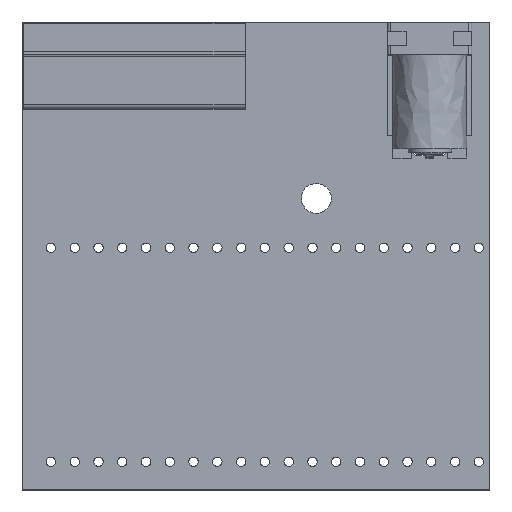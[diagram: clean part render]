
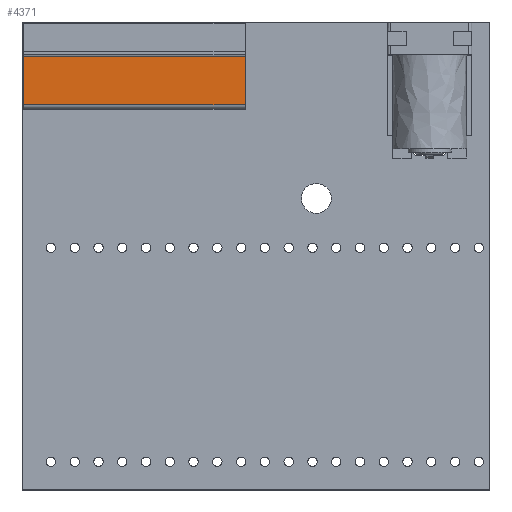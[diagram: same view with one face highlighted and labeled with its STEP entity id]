
A CAD part, top view. The second image highlights one B-rep face of the part: STEP entity #4371.
In plain terms, the highlighted free-form (B-spline) face has degree [1, 1] with [2, 2] control points.
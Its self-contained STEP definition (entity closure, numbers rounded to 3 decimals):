
#925 = B_SPLINE_SURFACE_WITH_KNOTS('',1,1,(
    (#926,#927)
    ,(#928,#929
    )),.UNSPECIFIED.,.F.,.F.,.F.,(2,2),(2,2),(-7.,0.2),(-5.8,3.4),
  .PIECEWISE_BEZIER_KNOTS.);
#926 = CARTESIAN_POINT('',(3.5,18.2,-2.3));
#927 = CARTESIAN_POINT('',(3.5,9.,-2.3));
#928 = CARTESIAN_POINT('',(10.7,18.2,-2.3));
#929 = CARTESIAN_POINT('',(10.7,9.,-2.3));
#973 = B_SPLINE_SURFACE_WITH_KNOTS('',1,1,(
    (#974,#975)
    ,(#976,#977
    )),.UNSPECIFIED.,.F.,.F.,.F.,(2,2),(2,2),(-7.,0.2),(-3.4,5.8),
  .PIECEWISE_BEZIER_KNOTS.);
#974 = CARTESIAN_POINT('',(3.5,9.,21.35));
#975 = CARTESIAN_POINT('',(3.5,18.2,21.35));
#976 = CARTESIAN_POINT('',(10.7,9.,21.35));
#977 = CARTESIAN_POINT('',(10.7,18.2,21.35));
#3848 = ( BOUNDED_SURFACE() B_SPLINE_SURFACE(2,1,(
    (#3849,#3850)
    ,(#3851,#3852)
    ,(#3853,#3854
)),.UNSPECIFIED.,.F.,.F.,.F.) B_SPLINE_SURFACE_WITH_KNOTS((3,3),(2,2),(
    0.,1.571),(7.62,31.27),.PIECEWISE_BEZIER_KNOTS.) 
GEOMETRIC_REPRESENTATION_ITEM() RATIONAL_B_SPLINE_SURFACE((
    (1.,1.)
    ,(0.707,0.707)
,(1.,1.))) REPRESENTATION_ITEM('') SURFACE() );
#3849 = CARTESIAN_POINT('',(10.7,12.4,-2.3));
#3850 = CARTESIAN_POINT('',(10.7,12.4,21.35));
#3851 = CARTESIAN_POINT('',(10.7,12.6,-2.3));
#3852 = CARTESIAN_POINT('',(10.7,12.6,21.35));
#3853 = CARTESIAN_POINT('',(10.5,12.6,-2.3));
#3854 = CARTESIAN_POINT('',(10.5,12.6,21.35));
#3885 = VERTEX_POINT('',#3886);
#3886 = CARTESIAN_POINT('',(10.5,12.6,-2.3));
#3907 = EDGE_CURVE('',#3885,#3908,#3910,.T.);
#3908 = VERTEX_POINT('',#3909);
#3909 = CARTESIAN_POINT('',(10.5,12.6,21.35));
#3910 = SURFACE_CURVE('',#3911,(#3914,#3921),.PCURVE_S1.);
#3911 = B_SPLINE_CURVE_WITH_KNOTS('',1,(#3912,#3913),.UNSPECIFIED.,.F.,
  .F.,(2,2),(7.62,31.27),.PIECEWISE_BEZIER_KNOTS.);
#3912 = CARTESIAN_POINT('',(10.5,12.6,-2.3));
#3913 = CARTESIAN_POINT('',(10.5,12.6,21.35));
#3914 = PCURVE('',#3848,#3915);
#3915 = DEFINITIONAL_REPRESENTATION('',(#3916),#3920);
#3916 = B_SPLINE_CURVE_WITH_KNOTS('',2,(#3917,#3918,#3919),
  .UNSPECIFIED.,.F.,.F.,(3,3),(7.62,31.27),.PIECEWISE_BEZIER_KNOTS.);
#3917 = CARTESIAN_POINT('',(1.571,7.62));
#3918 = CARTESIAN_POINT('',(1.571,19.445));
#3919 = CARTESIAN_POINT('',(1.571,31.27));
#3920 = ( GEOMETRIC_REPRESENTATION_CONTEXT(2) 
PARAMETRIC_REPRESENTATION_CONTEXT() REPRESENTATION_CONTEXT('2D SPACE',''
  ) );
#3921 = PCURVE('',#3922,#3927);
#3922 = B_SPLINE_SURFACE_WITH_KNOTS('',1,1,(
    (#3923,#3924)
    ,(#3925,#3926
  )),.UNSPECIFIED.,.F.,.F.,.F.,(2,2),(2,2),(-31.27,-7.62),(0.,5.1),
  .PIECEWISE_BEZIER_KNOTS.);
#3923 = CARTESIAN_POINT('',(10.5,12.6,21.35));
#3924 = CARTESIAN_POINT('',(10.5,17.7,21.35));
#3925 = CARTESIAN_POINT('',(10.5,12.6,-2.3));
#3926 = CARTESIAN_POINT('',(10.5,17.7,-2.3));
#3927 = DEFINITIONAL_REPRESENTATION('',(#3928),#3931);
#3928 = B_SPLINE_CURVE_WITH_KNOTS('',1,(#3929,#3930),.UNSPECIFIED.,.F.,
  .F.,(2,2),(7.62,31.27),.PIECEWISE_BEZIER_KNOTS.);
#3929 = CARTESIAN_POINT('',(-7.62,0.));
#3930 = CARTESIAN_POINT('',(-31.27,0.));
#3931 = ( GEOMETRIC_REPRESENTATION_CONTEXT(2) 
PARAMETRIC_REPRESENTATION_CONTEXT() REPRESENTATION_CONTEXT('2D SPACE',''
  ) );
#4032 = EDGE_CURVE('',#3908,#4033,#4035,.T.);
#4033 = VERTEX_POINT('',#4034);
#4034 = CARTESIAN_POINT('',(10.5,17.7,21.35));
#4035 = SURFACE_CURVE('',#4036,(#4039,#4045),.PCURVE_S1.);
#4036 = B_SPLINE_CURVE_WITH_KNOTS('',1,(#4037,#4038),.UNSPECIFIED.,.F.,
  .F.,(2,2),(0.,5.1),.PIECEWISE_BEZIER_KNOTS.);
#4037 = CARTESIAN_POINT('',(10.5,12.6,21.35));
#4038 = CARTESIAN_POINT('',(10.5,17.7,21.35));
#4039 = PCURVE('',#973,#4040);
#4040 = DEFINITIONAL_REPRESENTATION('',(#4041),#4044);
#4041 = B_SPLINE_CURVE_WITH_KNOTS('',1,(#4042,#4043),.UNSPECIFIED.,.F.,
  .F.,(2,2),(0.,5.1),.PIECEWISE_BEZIER_KNOTS.);
#4042 = CARTESIAN_POINT('',(0.,0.2));
#4043 = CARTESIAN_POINT('',(0.,5.3));
#4044 = ( GEOMETRIC_REPRESENTATION_CONTEXT(2) 
PARAMETRIC_REPRESENTATION_CONTEXT() REPRESENTATION_CONTEXT('2D SPACE',''
  ) );
#4045 = PCURVE('',#3922,#4046);
#4046 = DEFINITIONAL_REPRESENTATION('',(#4047),#4050);
#4047 = B_SPLINE_CURVE_WITH_KNOTS('',1,(#4048,#4049),.UNSPECIFIED.,.F.,
  .F.,(2,2),(0.,5.1),.PIECEWISE_BEZIER_KNOTS.);
#4048 = CARTESIAN_POINT('',(-31.27,0.));
#4049 = CARTESIAN_POINT('',(-31.27,5.1));
#4050 = ( GEOMETRIC_REPRESENTATION_CONTEXT(2) 
PARAMETRIC_REPRESENTATION_CONTEXT() REPRESENTATION_CONTEXT('2D SPACE',''
  ) );
#4068 = ( BOUNDED_SURFACE() B_SPLINE_SURFACE(2,1,(
    (#4069,#4070)
    ,(#4071,#4072)
    ,(#4073,#4074
)),.UNSPECIFIED.,.F.,.F.,.F.) B_SPLINE_SURFACE_WITH_KNOTS((3,3),(2,2),(
    0.,1.571),(7.62,31.27),.PIECEWISE_BEZIER_KNOTS.) 
GEOMETRIC_REPRESENTATION_ITEM() RATIONAL_B_SPLINE_SURFACE((
    (1.,1.)
    ,(0.707,0.707)
,(1.,1.))) REPRESENTATION_ITEM('') SURFACE() );
#4069 = CARTESIAN_POINT('',(10.5,17.7,-2.3));
#4070 = CARTESIAN_POINT('',(10.5,17.7,21.35));
#4071 = CARTESIAN_POINT('',(10.5,18.2,-2.3));
#4072 = CARTESIAN_POINT('',(10.5,18.2,21.35));
#4073 = CARTESIAN_POINT('',(10.,18.2,-2.3));
#4074 = CARTESIAN_POINT('',(10.,18.2,21.35));
#4371 = ADVANCED_FACE('',(#4372),#3922,.T.);
#4372 = FACE_BOUND('',#4373,.T.);
#4373 = EDGE_LOOP('',(#4374,#4375,#4395,#4414));
#4374 = ORIENTED_EDGE('',*,*,#3907,.F.);
#4375 = ORIENTED_EDGE('',*,*,#4376,.T.);
#4376 = EDGE_CURVE('',#3885,#4377,#4379,.T.);
#4377 = VERTEX_POINT('',#4378);
#4378 = CARTESIAN_POINT('',(10.5,17.7,-2.3));
#4379 = SURFACE_CURVE('',#4380,(#4383,#4389),.PCURVE_S1.);
#4380 = B_SPLINE_CURVE_WITH_KNOTS('',1,(#4381,#4382),.UNSPECIFIED.,.F.,
  .F.,(2,2),(0.,5.1),.PIECEWISE_BEZIER_KNOTS.);
#4381 = CARTESIAN_POINT('',(10.5,12.6,-2.3));
#4382 = CARTESIAN_POINT('',(10.5,17.7,-2.3));
#4383 = PCURVE('',#3922,#4384);
#4384 = DEFINITIONAL_REPRESENTATION('',(#4385),#4388);
#4385 = B_SPLINE_CURVE_WITH_KNOTS('',1,(#4386,#4387),.UNSPECIFIED.,.F.,
  .F.,(2,2),(0.,5.1),.PIECEWISE_BEZIER_KNOTS.);
#4386 = CARTESIAN_POINT('',(-7.62,0.));
#4387 = CARTESIAN_POINT('',(-7.62,5.1));
#4388 = ( GEOMETRIC_REPRESENTATION_CONTEXT(2) 
PARAMETRIC_REPRESENTATION_CONTEXT() REPRESENTATION_CONTEXT('2D SPACE',''
  ) );
#4389 = PCURVE('',#925,#4390);
#4390 = DEFINITIONAL_REPRESENTATION('',(#4391),#4394);
#4391 = B_SPLINE_CURVE_WITH_KNOTS('',1,(#4392,#4393),.UNSPECIFIED.,.F.,
  .F.,(2,2),(0.,5.1),.PIECEWISE_BEZIER_KNOTS.);
#4392 = CARTESIAN_POINT('',(0.,-0.2));
#4393 = CARTESIAN_POINT('',(0.,-5.3));
#4394 = ( GEOMETRIC_REPRESENTATION_CONTEXT(2) 
PARAMETRIC_REPRESENTATION_CONTEXT() REPRESENTATION_CONTEXT('2D SPACE',''
  ) );
#4395 = ORIENTED_EDGE('',*,*,#4396,.T.);
#4396 = EDGE_CURVE('',#4377,#4033,#4397,.T.);
#4397 = SURFACE_CURVE('',#4398,(#4401,#4407),.PCURVE_S1.);
#4398 = B_SPLINE_CURVE_WITH_KNOTS('',1,(#4399,#4400),.UNSPECIFIED.,.F.,
  .F.,(2,2),(7.62,31.27),.PIECEWISE_BEZIER_KNOTS.);
#4399 = CARTESIAN_POINT('',(10.5,17.7,-2.3));
#4400 = CARTESIAN_POINT('',(10.5,17.7,21.35));
#4401 = PCURVE('',#3922,#4402);
#4402 = DEFINITIONAL_REPRESENTATION('',(#4403),#4406);
#4403 = B_SPLINE_CURVE_WITH_KNOTS('',1,(#4404,#4405),.UNSPECIFIED.,.F.,
  .F.,(2,2),(7.62,31.27),.PIECEWISE_BEZIER_KNOTS.);
#4404 = CARTESIAN_POINT('',(-7.62,5.1));
#4405 = CARTESIAN_POINT('',(-31.27,5.1));
#4406 = ( GEOMETRIC_REPRESENTATION_CONTEXT(2) 
PARAMETRIC_REPRESENTATION_CONTEXT() REPRESENTATION_CONTEXT('2D SPACE',''
  ) );
#4407 = PCURVE('',#4068,#4408);
#4408 = DEFINITIONAL_REPRESENTATION('',(#4409),#4413);
#4409 = B_SPLINE_CURVE_WITH_KNOTS('',2,(#4410,#4411,#4412),
  .UNSPECIFIED.,.F.,.F.,(3,3),(7.62,31.27),.PIECEWISE_BEZIER_KNOTS.);
#4410 = CARTESIAN_POINT('',(0.,7.62));
#4411 = CARTESIAN_POINT('',(0.,19.445));
#4412 = CARTESIAN_POINT('',(0.,31.27));
#4413 = ( GEOMETRIC_REPRESENTATION_CONTEXT(2) 
PARAMETRIC_REPRESENTATION_CONTEXT() REPRESENTATION_CONTEXT('2D SPACE',''
  ) );
#4414 = ORIENTED_EDGE('',*,*,#4032,.F.);
